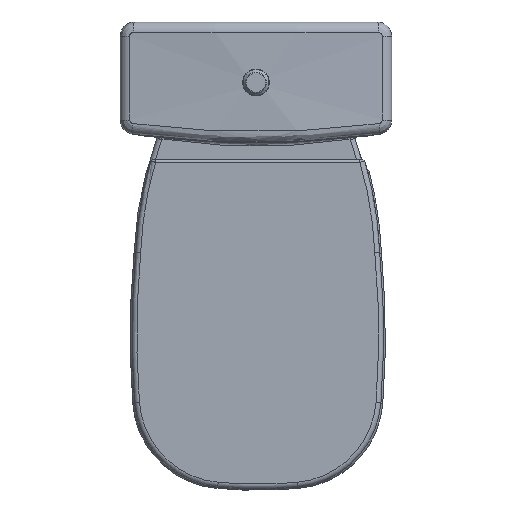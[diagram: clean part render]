
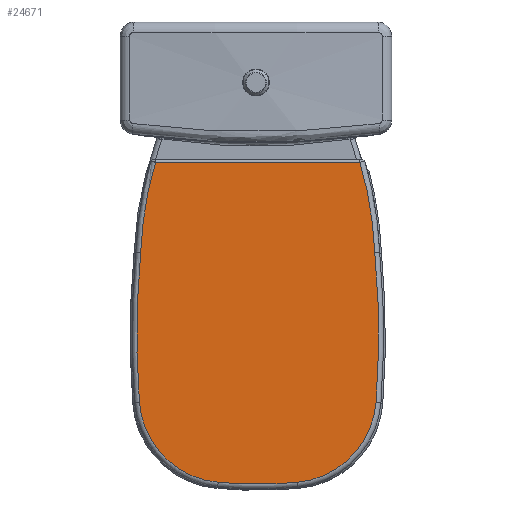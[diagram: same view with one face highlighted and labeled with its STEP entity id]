
A CAD part, top view. The second image highlights one B-rep face of the part: STEP entity #24671.
In plain terms, the highlighted planar face has unit normal (0, 0, 1).
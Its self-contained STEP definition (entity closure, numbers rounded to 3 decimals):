
#24059=CARTESIAN_POINT('',(-113.819,144.152,15.0));
#24060=VERTEX_POINT('',#24059);
#24150=CARTESIAN_POINT('',(-113.819,-144.152,15.0));
#24151=VERTEX_POINT('',#24150);
#24168=CARTESIAN_POINT('',(-113.819,144.152,15.0));
#24169=DIRECTION('',(0.0,-1.0,0.0));
#24170=VECTOR('',#24169,288.304);
#24171=LINE('',#24168,#24170);
#24172=EDGE_CURVE('',#24060,#24151,#24171,.T.);
#24574=CARTESIAN_POINT('',(-241.536,-165.164,15.0));
#24575=VERTEX_POINT('',#24574);
#24576=CARTESIAN_POINT('',(-263.001,363.947,15.0));
#24577=DIRECTION('',(0.0,0.0,-1.0));
#24578=DIRECTION('',(0.163,-0.987,0.0));
#24579=AXIS2_PLACEMENT_3D('',#24576,#24577,#24578);
#24580=CIRCLE('',#24579,529.547);
#24581=EDGE_CURVE('',#24151,#24575,#24580,.T.);
#24610=CARTESIAN_POINT('',(-329.485,0.,15.0));
#24611=DIRECTION('',(0.0,0.0,1.0));
#24612=DIRECTION('',(1.0,0.0,0.0));
#24613=AXIS2_PLACEMENT_3D('',#24610,#24611,#24612);
#24614=PLANE('',#24613);
#24615=ORIENTED_EDGE('',*,*,#24172,.F.);
#24616=CARTESIAN_POINT('',(-241.536,165.164,15.0));
#24617=VERTEX_POINT('',#24616);
#24618=CARTESIAN_POINT('',(-263.001,-363.947,15.0));
#24619=DIRECTION('',(0.0,0.0,-1.0));
#24620=DIRECTION('',(0.163,0.987,0.0));
#24621=AXIS2_PLACEMENT_3D('',#24618,#24619,#24620);
#24622=CIRCLE('',#24621,529.547);
#24623=EDGE_CURVE('',#24617,#24060,#24622,.T.);
#24624=ORIENTED_EDGE('',*,*,#24623,.F.);
#24625=CARTESIAN_POINT('',(-452.597,166.952,15.0));
#24626=VERTEX_POINT('',#24625);
#24627=CARTESIAN_POINT('',(-357.581,-1075.19,15.0));
#24628=DIRECTION('',(0.0,0.0,-1.0));
#24629=DIRECTION('',(0.008,1.,0.0));
#24630=AXIS2_PLACEMENT_3D('',#24627,#24628,#24629);
#24631=CIRCLE('',#24630,1245.771);
#24632=EDGE_CURVE('',#24626,#24617,#24631,.T.);
#24633=ORIENTED_EDGE('',*,*,#24632,.F.);
#24634=CARTESIAN_POINT('',(-565.675,55.83,15.0));
#24635=VERTEX_POINT('',#24634);
#24636=CARTESIAN_POINT('',(-443.215,44.31,15.0));
#24637=DIRECTION('',(0.0,0.0,-1.0));
#24638=DIRECTION('',(-0.701,0.713,0.0));
#24639=AXIS2_PLACEMENT_3D('',#24636,#24637,#24638);
#24640=CIRCLE('',#24639,123.);
#24641=EDGE_CURVE('',#24635,#24626,#24640,.T.);
#24642=ORIENTED_EDGE('',*,*,#24641,.F.);
#24643=CARTESIAN_POINT('',(-565.675,-55.83,15.0));
#24644=VERTEX_POINT('',#24643);
#24645=CARTESIAN_POINT('',(27.83,0.,15.0));
#24646=DIRECTION('',(0.0,0.0,-1.0));
#24647=DIRECTION('',(-1.0,0.0,0.0));
#24648=AXIS2_PLACEMENT_3D('',#24645,#24646,#24647);
#24649=CIRCLE('',#24648,596.125);
#24650=EDGE_CURVE('',#24644,#24635,#24649,.T.);
#24651=ORIENTED_EDGE('',*,*,#24650,.F.);
#24652=CARTESIAN_POINT('',(-452.597,-166.952,15.0));
#24653=VERTEX_POINT('',#24652);
#24654=CARTESIAN_POINT('',(-443.215,-44.31,15.0));
#24655=DIRECTION('',(0.0,0.0,-1.0));
#24656=DIRECTION('',(-0.701,-0.713,0.0));
#24657=AXIS2_PLACEMENT_3D('',#24654,#24655,#24656);
#24658=CIRCLE('',#24657,123.);
#24659=EDGE_CURVE('',#24653,#24644,#24658,.T.);
#24660=ORIENTED_EDGE('',*,*,#24659,.F.);
#24661=CARTESIAN_POINT('',(-357.581,1075.19,15.0));
#24662=DIRECTION('',(0.0,0.0,-1.0));
#24663=DIRECTION('',(0.008,-1.,0.0));
#24664=AXIS2_PLACEMENT_3D('',#24661,#24662,#24663);
#24665=CIRCLE('',#24664,1245.771);
#24666=EDGE_CURVE('',#24575,#24653,#24665,.T.);
#24667=ORIENTED_EDGE('',*,*,#24666,.F.);
#24668=ORIENTED_EDGE('',*,*,#24581,.F.);
#24669=EDGE_LOOP('',(#24615,#24624,#24633,#24642,#24651,#24660,#24667,#24668));
#24670=FACE_OUTER_BOUND('',#24669,.T.);
#24671=ADVANCED_FACE('',(#24670),#24614,.T.);
